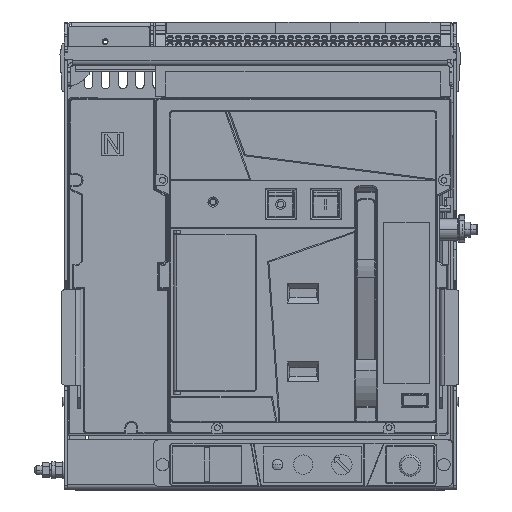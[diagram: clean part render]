
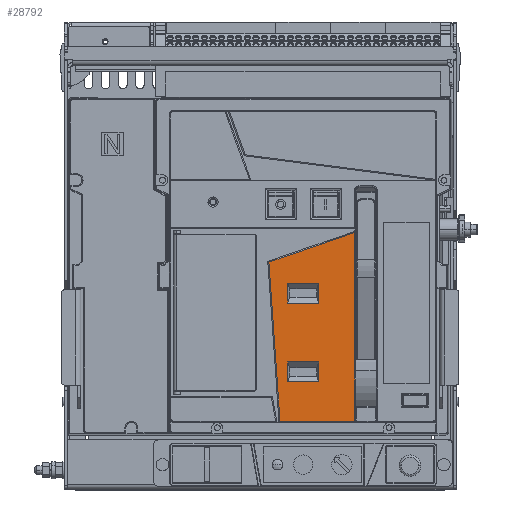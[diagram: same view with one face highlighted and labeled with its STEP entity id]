
A CAD part, top view. The second image highlights one B-rep face of the part: STEP entity #28792.
In plain terms, the highlighted face is planar.
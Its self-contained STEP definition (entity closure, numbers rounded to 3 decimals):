
#137 = DIRECTION ( 'NONE',  ( -1., 0., 0. ) ) ;
#1025 = ORIENTED_EDGE ( 'NONE', *, *, #133349, .T. ) ;
#3779 = VERTEX_POINT ( 'NONE', #29362 ) ;
#4117 = VECTOR ( 'NONE', #44905, 1000. ) ;
#11379 = EDGE_CURVE ( 'NONE', #119695, #114250, #17906, .T. ) ;
#11897 = DIRECTION ( 'NONE',  ( -1., 0., 0. ) ) ;
#14360 = ORIENTED_EDGE ( 'NONE', *, *, #32630, .T. ) ;
#14477 = DIRECTION ( 'NONE',  ( 1., 0., 0. ) ) ;
#16520 = CARTESIAN_POINT ( 'NONE',  ( 72.5, 70.9, -8. ) ) ;
#17207 = DIRECTION ( 'NONE',  ( 0., 0., 1. ) ) ;
#17906 = LINE ( 'NONE', #80193, #98621 ) ;
#19006 = VECTOR ( 'NONE', #100365, 1000. ) ;
#21842 = DIRECTION ( 'NONE',  ( 0., -1., 0. ) ) ;
#22808 = EDGE_CURVE ( 'NONE', #24620, #43278, #80911, .T. ) ;
#23785 = LINE ( 'NONE', #42018, #60767 ) ;
#24620 = VERTEX_POINT ( 'NONE', #61723 ) ;
#25930 = DIRECTION ( 'NONE',  ( 1., 0., 0. ) ) ;
#27702 = ORIENTED_EDGE ( 'NONE', *, *, #82081, .T. ) ;
#28334 = EDGE_LOOP ( 'NONE', ( #131147, #47165, #14360, #75349 ) ) ;
#28792 = ADVANCED_FACE ( 'NONE', ( #110962, #69665, #47376 ), #122139, .F. ) ;
#29362 = CARTESIAN_POINT ( 'NONE',  ( 39.1, -39., -8. ) ) ;
#30185 = CARTESIAN_POINT ( 'NONE',  ( 39.1, -52., -8. ) ) ;
#31933 = VERTEX_POINT ( 'NONE', #77142 ) ;
#32630 = EDGE_CURVE ( 'NONE', #111879, #95970, #67948, .T. ) ;
#32827 = CARTESIAN_POINT ( 'NONE',  ( 72.5, -2.5, -8. ) ) ;
#32974 = LINE ( 'NONE', #75611, #120855 ) ;
#40343 = CARTESIAN_POINT ( 'NONE',  ( 118.916, 108.995, -8. ) ) ;
#40617 = DIRECTION ( 'NONE',  ( -1., 0., 0. ) ) ;
#42018 = CARTESIAN_POINT ( 'NONE',  ( 212.1, 16.1, -8. ) ) ;
#43278 = VERTEX_POINT ( 'NONE', #111281 ) ;
#44878 = ORIENTED_EDGE ( 'NONE', *, *, #70016, .T. ) ;
#44905 = DIRECTION ( 'NONE',  ( 0., -1., 0. ) ) ;
#45762 = VECTOR ( 'NONE', #40617, 1000. ) ;
#46154 = VERTEX_POINT ( 'NONE', #40343 ) ;
#46757 = VECTOR ( 'NONE', #137, 1000. ) ;
#47165 = ORIENTED_EDGE ( 'NONE', *, *, #98455, .T. ) ;
#47376 = FACE_BOUND ( 'NONE', #28334, .T. ) ;
#48141 = AXIS2_PLACEMENT_3D ( 'NONE', #80856, #17207, #14477 ) ;
#50432 = CARTESIAN_POINT ( 'NONE',  ( 101.5, 16.1, -8. ) ) ;
#54190 = ORIENTED_EDGE ( 'NONE', *, *, #22808, .T. ) ;
#54679 = VECTOR ( 'NONE', #59274, 1000. ) ;
#56026 = DIRECTION ( 'NONE',  ( 0.945, -0.327, 0. ) ) ;
#56095 = LINE ( 'NONE', #107870, #99271 ) ;
#57399 = EDGE_CURVE ( 'NONE', #95970, #119695, #95223, .T. ) ;
#57477 = CARTESIAN_POINT ( 'NONE',  ( 72.5, -52., -8. ) ) ;
#58361 = VERTEX_POINT ( 'NONE', #67544 ) ;
#58447 = CARTESIAN_POINT ( 'NONE',  ( 39.1, 136.59, -8. ) ) ;
#59100 = CARTESIAN_POINT ( 'NONE',  ( 108.167, -44.732, -8. ) ) ;
#59274 = DIRECTION ( 'NONE',  ( 0., 1., 0. ) ) ;
#60767 = VECTOR ( 'NONE', #11897, 1000. ) ;
#61715 = DIRECTION ( 'NONE',  ( 1., 0., 0. ) ) ;
#61723 = CARTESIAN_POINT ( 'NONE',  ( 101.5, 70.9, -8. ) ) ;
#65121 = LINE ( 'NONE', #137859, #46757 ) ;
#67159 = CARTESIAN_POINT ( 'NONE',  ( 212.1, 70.9, -8. ) ) ;
#67544 = CARTESIAN_POINT ( 'NONE',  ( 108.567, -39., -8. ) ) ;
#67646 = CARTESIAN_POINT ( 'NONE',  ( 101.5, -2.5, -8. ) ) ;
#67948 = LINE ( 'NONE', #57477, #4117 ) ;
#69665 = FACE_BOUND ( 'NONE', #103917, .T. ) ;
#70016 = EDGE_CURVE ( 'NONE', #46154, #58361, #101066, .T. ) ;
#73506 = LINE ( 'NONE', #30185, #102381 ) ;
#74776 = ORIENTED_EDGE ( 'NONE', *, *, #119229, .T. ) ;
#75349 = ORIENTED_EDGE ( 'NONE', *, *, #57399, .T. ) ;
#75611 = CARTESIAN_POINT ( 'NONE',  ( 251.869, 63.03, -8. ) ) ;
#77142 = CARTESIAN_POINT ( 'NONE',  ( 72.5, 89.5, -8. ) ) ;
#80193 = CARTESIAN_POINT ( 'NONE',  ( 101.5, -52., -8. ) ) ;
#80856 = CARTESIAN_POINT ( 'NONE',  ( 212.1, -52., -8. ) ) ;
#80911 = LINE ( 'NONE', #112388, #54679 ) ;
#82081 = EDGE_CURVE ( 'NONE', #128119, #46154, #32974, .T. ) ;
#82170 = VECTOR ( 'NONE', #61715, 1000. ) ;
#84655 = VECTOR ( 'NONE', #25930, 1000. ) ;
#90767 = VERTEX_POINT ( 'NONE', #16520 ) ;
#95182 = DIRECTION ( 'NONE',  ( 0., 1., 0. ) ) ;
#95223 = LINE ( 'NONE', #113423, #82170 ) ;
#95970 = VERTEX_POINT ( 'NONE', #32827 ) ;
#98455 = EDGE_CURVE ( 'NONE', #114250, #111879, #23785, .T. ) ;
#98621 = VECTOR ( 'NONE', #123534, 1000. ) ;
#99271 = VECTOR ( 'NONE', #21842, 1000. ) ;
#100365 = DIRECTION ( 'NONE',  ( -0.07, -0.998, 0. ) ) ;
#101066 = LINE ( 'NONE', #59100, #19006 ) ;
#102381 = VECTOR ( 'NONE', #95182, 1000. ) ;
#103917 = EDGE_LOOP ( 'NONE', ( #54190, #120668, #74776, #1025 ) ) ;
#107870 = CARTESIAN_POINT ( 'NONE',  ( 72.5, -52., -8. ) ) ;
#110962 = FACE_OUTER_BOUND ( 'NONE', #122438, .T. ) ;
#111281 = CARTESIAN_POINT ( 'NONE',  ( 101.5, 89.5, -8. ) ) ;
#111879 = VERTEX_POINT ( 'NONE', #138354 ) ;
#112388 = CARTESIAN_POINT ( 'NONE',  ( 101.5, -52., -8. ) ) ;
#113423 = CARTESIAN_POINT ( 'NONE',  ( 212.1, -2.5, -8. ) ) ;
#114250 = VERTEX_POINT ( 'NONE', #50432 ) ;
#116079 = LINE ( 'NONE', #127955, #45762 ) ;
#119229 = EDGE_CURVE ( 'NONE', #31933, #90767, #56095, .T. ) ;
#119695 = VERTEX_POINT ( 'NONE', #67646 ) ;
#120668 = ORIENTED_EDGE ( 'NONE', *, *, #131523, .T. ) ;
#120855 = VECTOR ( 'NONE', #56026, 1000. ) ;
#121717 = LINE ( 'NONE', #67159, #84655 ) ;
#122139 = PLANE ( 'NONE',  #48141 ) ;
#122438 = EDGE_LOOP ( 'NONE', ( #129671, #132095, #27702, #44878 ) ) ;
#122965 = EDGE_CURVE ( 'NONE', #3779, #128119, #73506, .T. ) ;
#123534 = DIRECTION ( 'NONE',  ( 0., 1., 0. ) ) ;
#127955 = CARTESIAN_POINT ( 'NONE',  ( 212.1, 89.5, -8. ) ) ;
#128119 = VERTEX_POINT ( 'NONE', #58447 ) ;
#129671 = ORIENTED_EDGE ( 'NONE', *, *, #134451, .T. ) ;
#131147 = ORIENTED_EDGE ( 'NONE', *, *, #11379, .T. ) ;
#131523 = EDGE_CURVE ( 'NONE', #43278, #31933, #116079, .T. ) ;
#132095 = ORIENTED_EDGE ( 'NONE', *, *, #122965, .T. ) ;
#133349 = EDGE_CURVE ( 'NONE', #90767, #24620, #121717, .T. ) ;
#134451 = EDGE_CURVE ( 'NONE', #58361, #3779, #65121, .T. ) ;
#137859 = CARTESIAN_POINT ( 'NONE',  ( 37.1, -39., -8. ) ) ;
#138354 = CARTESIAN_POINT ( 'NONE',  ( 72.5, 16.1, -8. ) ) ;
